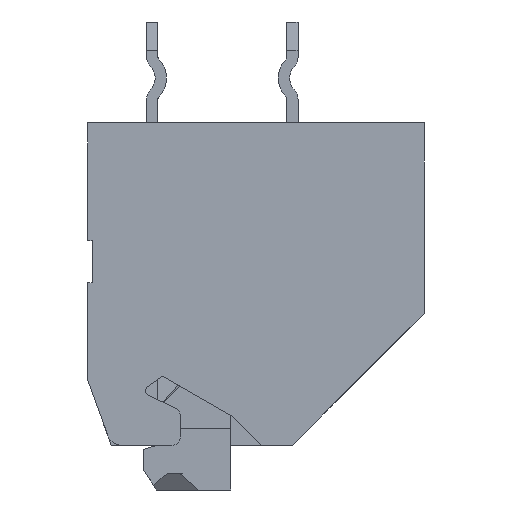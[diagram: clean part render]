
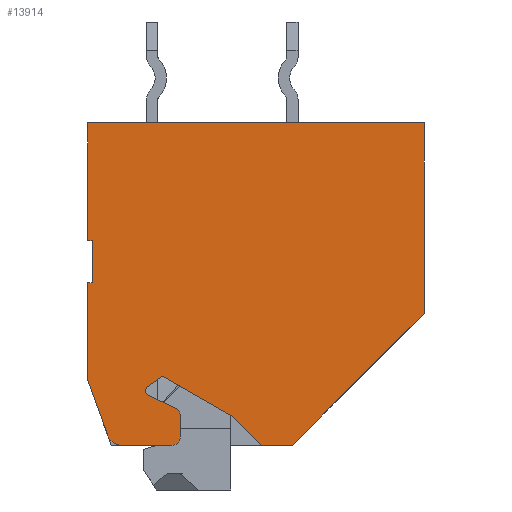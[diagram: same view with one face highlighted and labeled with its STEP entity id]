
A CAD part, front view. The second image highlights one B-rep face of the part: STEP entity #13914.
In plain terms, the highlighted planar face has unit normal (0, -1, 0).
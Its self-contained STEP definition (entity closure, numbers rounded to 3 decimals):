
#710=DIRECTION('',(1.,0.,0.));
#711=VECTOR('',#710,1.813);
#712=CARTESIAN_POINT('',(1.187,0.,-15.1));
#713=LINE('',#712,#711);
#2522=DIRECTION('',(0.,0.,-1.));
#2523=VECTOR('',#2522,4.2);
#2524=CARTESIAN_POINT('',(0.,0.,-3.6));
#2525=LINE('',#2524,#2523);
#2534=DIRECTION('',(1.,0.,0.));
#2535=VECTOR('',#2534,0.15);
#2536=CARTESIAN_POINT('',(0.,0.,-7.8));
#2537=LINE('',#2536,#2535);
#2546=DIRECTION('',(0.,0.,-1.));
#2547=VECTOR('',#2546,1.5);
#2548=CARTESIAN_POINT('',(0.15,0.,-7.8));
#2549=LINE('',#2548,#2547);
#2558=DIRECTION('',(-1.,0.,0.));
#2559=VECTOR('',#2558,0.15);
#2560=CARTESIAN_POINT('',(0.15,0.,-9.3));
#2561=LINE('',#2560,#2559);
#2570=DIRECTION('',(0.,0.,-1.));
#2571=VECTOR('',#2570,3.5);
#2572=CARTESIAN_POINT('',(0.,0.,-9.3));
#2573=LINE('',#2572,#2571);
#3528=DIRECTION('',(1.,0.,0.));
#3529=VECTOR('',#3528,1.1);
#3530=CARTESIAN_POINT('',(6.2,0.,-15.1));
#3531=LINE('',#3530,#3529);
#3536=DIRECTION('',(1.,0.,0.));
#3537=VECTOR('',#3536,12.);
#3538=CARTESIAN_POINT('',(0.,0.,-3.6));
#3539=LINE('',#3538,#3537);
#3540=DIRECTION('',(0.,0.,-1.));
#3541=VECTOR('',#3540,6.8);
#3542=CARTESIAN_POINT('',(12.,0.,-3.6));
#3543=LINE('',#3542,#3541);
#3544=DIRECTION('',(-0.707,0.,-0.707));
#3545=VECTOR('',#3544,6.647);
#3546=CARTESIAN_POINT('',(12.,0.,-10.4));
#3547=LINE('',#3546,#3545);
#3548=DIRECTION('',(-0.707,0.,0.707));
#3549=VECTOR('',#3548,1.414);
#3550=CARTESIAN_POINT('',(6.2,0.,-15.1));
#3551=LINE('',#3550,#3549);
#3552=DIRECTION('',(-0.866,0.,0.5));
#3553=VECTOR('',#3552,2.929);
#3554=CARTESIAN_POINT('',(5.2,0.,-14.1));
#3555=LINE('',#3554,#3553);
#3556=DIRECTION('',(-0.819,0.,-0.574));
#3557=VECTOR('',#3556,0.623);
#3558=CARTESIAN_POINT('',(2.663,0.,-12.635));
#3559=LINE('',#3558,#3557);
#3560=CARTESIAN_POINT('',(2.268,0.,-13.157));
#3561=DIRECTION('',(0.,-1.,0.));
#3562=DIRECTION('',(-0.574,0.,0.819));
#3563=AXIS2_PLACEMENT_3D('',#3560,#3561,#3562);
#3565=DIRECTION('',(0.906,0.,-0.423));
#3566=VECTOR('',#3565,1.041);
#3567=CARTESIAN_POINT('',(2.183,0.,-13.338));
#3568=LINE('',#3567,#3566);
#3569=CARTESIAN_POINT('',(3.,0.,-14.05));
#3570=DIRECTION('',(0.,1.,0.));
#3571=DIRECTION('',(0.423,0.,0.906));
#3572=AXIS2_PLACEMENT_3D('',#3569,#3570,#3571);
#3574=CARTESIAN_POINT('',(3.,0.,-14.8));
#3575=DIRECTION('',(0.,1.,0.));
#3576=DIRECTION('',(1.,0.,0.));
#3577=AXIS2_PLACEMENT_3D('',#3574,#3575,#3576);
#3579=CARTESIAN_POINT('',(1.187,0.,-14.6));
#3580=DIRECTION('',(0.,1.,0.));
#3581=DIRECTION('',(0.,0.,-1.));
#3582=AXIS2_PLACEMENT_3D('',#3579,#3580,#3581);
#3584=DIRECTION('',(-0.342,0.,0.94));
#3585=VECTOR('',#3584,2.098);
#3586=CARTESIAN_POINT('',(0.717,0.,-14.771));
#3587=LINE('',#3586,#3585);
#3910=DIRECTION('',(0.,0.,1.));
#3911=VECTOR('',#3910,0.75);
#3912=CARTESIAN_POINT('',(3.3,0.,-14.8));
#3913=LINE('',#3912,#3911);
#7030=CARTESIAN_POINT('',(12.,0.,-3.6));
#7031=VERTEX_POINT('',#7030);
#7034=CARTESIAN_POINT('',(0.,0.,-3.6));
#7035=VERTEX_POINT('',#7034);
#7036=CARTESIAN_POINT('',(12.,0.,-10.4));
#7037=VERTEX_POINT('',#7036);
#7038=CARTESIAN_POINT('',(7.3,0.,-15.1));
#7039=VERTEX_POINT('',#7038);
#7040=CARTESIAN_POINT('',(6.2,0.,-15.1));
#7041=CARTESIAN_POINT('',(5.2,0.,-14.1));
#7042=VERTEX_POINT('',#7040);
#7043=VERTEX_POINT('',#7041);
#7044=CARTESIAN_POINT('',(2.663,0.,-12.635));
#7045=VERTEX_POINT('',#7044);
#7046=CARTESIAN_POINT('',(2.153,0.,-12.993));
#7047=VERTEX_POINT('',#7046);
#7048=CARTESIAN_POINT('',(2.183,0.,-13.338));
#7049=VERTEX_POINT('',#7048);
#7050=CARTESIAN_POINT('',(3.127,0.,-13.778));
#7051=VERTEX_POINT('',#7050);
#7052=CARTESIAN_POINT('',(3.3,0.,-14.05));
#7053=VERTEX_POINT('',#7052);
#7054=CARTESIAN_POINT('',(3.3,0.,-14.8));
#7055=CARTESIAN_POINT('',(3.,0.,-15.1));
#7056=VERTEX_POINT('',#7054);
#7057=VERTEX_POINT('',#7055);
#7058=CARTESIAN_POINT('',(1.187,0.,-15.1));
#7059=CARTESIAN_POINT('',(0.717,0.,-14.771));
#7060=VERTEX_POINT('',#7058);
#7061=VERTEX_POINT('',#7059);
#7062=CARTESIAN_POINT('',(0.,0.,-12.8));
#7063=VERTEX_POINT('',#7062);
#7064=CARTESIAN_POINT('',(0.,0.,-7.8));
#7065=VERTEX_POINT('',#7064);
#7068=CARTESIAN_POINT('',(0.15,0.,-7.8));
#7069=VERTEX_POINT('',#7068);
#7070=CARTESIAN_POINT('',(0.15,0.,-9.3));
#7071=VERTEX_POINT('',#7070);
#7072=CARTESIAN_POINT('',(0.,0.,-9.3));
#7073=VERTEX_POINT('',#7072);
#13880=CARTESIAN_POINT('',(6.,0.,-9.35));
#13881=DIRECTION('',(0.,1.,0.));
#13882=DIRECTION('',(1.,0.,0.));
#13883=AXIS2_PLACEMENT_3D('',#13880,#13881,#13882);
#13884=PLANE('',#13883);
#13885=ORIENTED_EDGE('',*,*,#12761,.F.);
#13887=ORIENTED_EDGE('',*,*,#13886,.T.);
#13888=ORIENTED_EDGE('',*,*,#9384,.T.);
#13889=ORIENTED_EDGE('',*,*,#12917,.T.);
#13890=ORIENTED_EDGE('',*,*,#13870,.F.);
#13891=ORIENTED_EDGE('',*,*,#10234,.T.);
#13893=ORIENTED_EDGE('',*,*,#13892,.T.);
#13894=ORIENTED_EDGE('',*,*,#9903,.T.);
#13896=ORIENTED_EDGE('',*,*,#13895,.T.);
#13898=ORIENTED_EDGE('',*,*,#13897,.T.);
#13900=ORIENTED_EDGE('',*,*,#13899,.T.);
#13902=ORIENTED_EDGE('',*,*,#13901,.F.);
#13904=ORIENTED_EDGE('',*,*,#13903,.T.);
#13905=ORIENTED_EDGE('',*,*,#10114,.F.);
#13906=ORIENTED_EDGE('',*,*,#10042,.T.);
#13907=ORIENTED_EDGE('',*,*,#10076,.T.);
#13908=ORIENTED_EDGE('',*,*,#12820,.F.);
#13909=ORIENTED_EDGE('',*,*,#12806,.F.);
#13910=ORIENTED_EDGE('',*,*,#12791,.F.);
#13911=ORIENTED_EDGE('',*,*,#12776,.F.);
#13912=EDGE_LOOP('',(#13885,#13887,#13888,#13889,#13890,#13891,#13893,#13894,
#13896,#13898,#13900,#13902,#13904,#13905,#13906,#13907,#13908,#13909,#13910,
#13911));
#13913=FACE_OUTER_BOUND('',#13912,.F.);
#3564=CIRCLE('',#3563,0.2);
#3573=CIRCLE('',#3572,0.3);
#3578=CIRCLE('',#3577,0.3);
#3583=CIRCLE('',#3582,0.5);
#9384=EDGE_CURVE('',#7031,#7037,#3543,.T.);
#9903=EDGE_CURVE('',#7045,#7047,#3559,.T.);
#10042=EDGE_CURVE('',#7060,#7061,#3583,.T.);
#10076=EDGE_CURVE('',#7061,#7063,#3587,.T.);
#10114=EDGE_CURVE('',#7060,#7057,#713,.T.);
#10234=EDGE_CURVE('',#7042,#7043,#3551,.T.);
#12761=EDGE_CURVE('',#7035,#7065,#2525,.T.);
#12776=EDGE_CURVE('',#7065,#7069,#2537,.T.);
#12791=EDGE_CURVE('',#7069,#7071,#2549,.T.);
#12806=EDGE_CURVE('',#7071,#7073,#2561,.T.);
#12820=EDGE_CURVE('',#7073,#7063,#2573,.T.);
#12917=EDGE_CURVE('',#7037,#7039,#3547,.T.);
#13870=EDGE_CURVE('',#7042,#7039,#3531,.T.);
#13886=EDGE_CURVE('',#7035,#7031,#3539,.T.);
#13892=EDGE_CURVE('',#7043,#7045,#3555,.T.);
#13895=EDGE_CURVE('',#7047,#7049,#3564,.T.);
#13897=EDGE_CURVE('',#7049,#7051,#3568,.T.);
#13899=EDGE_CURVE('',#7051,#7053,#3573,.T.);
#13901=EDGE_CURVE('',#7056,#7053,#3913,.T.);
#13903=EDGE_CURVE('',#7056,#7057,#3578,.T.);
#13914=ADVANCED_FACE('',(#13913),#13884,.F.);
